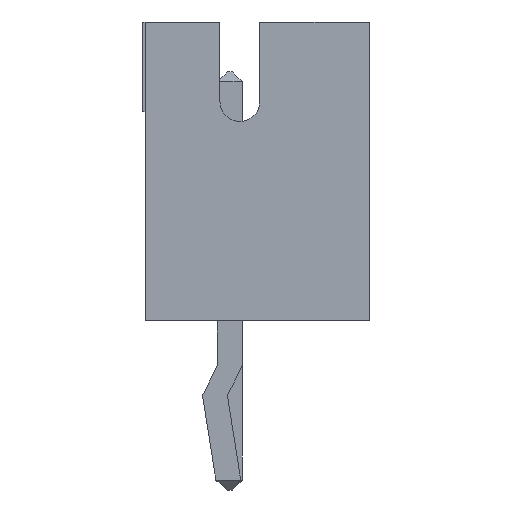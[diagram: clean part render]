
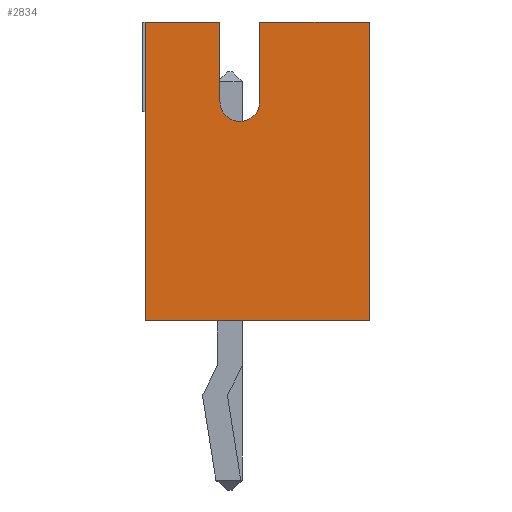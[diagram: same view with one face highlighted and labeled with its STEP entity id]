
A CAD part, left-side view. The second image highlights one B-rep face of the part: STEP entity #2834.
In plain terms, the highlighted planar face has unit normal (-1, 0, 0).
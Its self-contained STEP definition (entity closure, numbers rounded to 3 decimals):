
#167 = VERTEX_POINT('',#168);
#168 = CARTESIAN_POINT('',(-1.95,1.7,6.));
#174 = EDGE_CURVE('',#175,#167,#177,.T.);
#175 = VERTEX_POINT('',#176);
#176 = CARTESIAN_POINT('',(-1.95,1.7,0.));
#177 = LINE('',#178,#179);
#178 = CARTESIAN_POINT('',(-1.95,1.7,0.));
#179 = VECTOR('',#180,1.);
#180 = DIRECTION('',(0.,0.,1.));
#743 = VERTEX_POINT('',#744);
#744 = CARTESIAN_POINT('',(-1.95,-2.8,0.));
#752 = EDGE_CURVE('',#743,#753,#755,.T.);
#753 = VERTEX_POINT('',#754);
#754 = CARTESIAN_POINT('',(-1.95,-2.8,6.));
#755 = LINE('',#756,#757);
#756 = CARTESIAN_POINT('',(-1.95,-2.8,0.));
#757 = VECTOR('',#758,1.);
#758 = DIRECTION('',(0.,0.,1.));
#2824 = EDGE_CURVE('',#175,#743,#2825,.T.);
#2825 = LINE('',#2826,#2827);
#2826 = CARTESIAN_POINT('',(-1.95,1.7,0.));
#2827 = VECTOR('',#2828,1.);
#2828 = DIRECTION('',(0.,-1.,0.));
#2834 = ADVANCED_FACE('',(#2835),#2879,.F.);
#2835 = FACE_BOUND('',#2836,.F.);
#2836 = EDGE_LOOP('',(#2837,#2838,#2839,#2847,#2855,#2864,#2872,#2878));
#2837 = ORIENTED_EDGE('',*,*,#2824,.F.);
#2838 = ORIENTED_EDGE('',*,*,#174,.T.);
#2839 = ORIENTED_EDGE('',*,*,#2840,.T.);
#2840 = EDGE_CURVE('',#167,#2841,#2843,.T.);
#2841 = VERTEX_POINT('',#2842);
#2842 = CARTESIAN_POINT('',(-1.95,0.2,6.));
#2843 = LINE('',#2844,#2845);
#2844 = CARTESIAN_POINT('',(-1.95,1.7,6.));
#2845 = VECTOR('',#2846,1.);
#2846 = DIRECTION('',(0.,-1.,0.));
#2847 = ORIENTED_EDGE('',*,*,#2848,.T.);
#2848 = EDGE_CURVE('',#2841,#2849,#2851,.T.);
#2849 = VERTEX_POINT('',#2850);
#2850 = CARTESIAN_POINT('',(-1.95,0.2,4.4));
#2851 = LINE('',#2852,#2853);
#2852 = CARTESIAN_POINT('',(-1.95,0.2,3.));
#2853 = VECTOR('',#2854,1.);
#2854 = DIRECTION('',(0.,0.,-1.));
#2855 = ORIENTED_EDGE('',*,*,#2856,.F.);
#2856 = EDGE_CURVE('',#2857,#2849,#2859,.T.);
#2857 = VERTEX_POINT('',#2858);
#2858 = CARTESIAN_POINT('',(-1.95,-0.6,4.4));
#2859 = CIRCLE('',#2860,0.4);
#2860 = AXIS2_PLACEMENT_3D('',#2861,#2862,#2863);
#2861 = CARTESIAN_POINT('',(-1.95,-0.2,4.4));
#2862 = DIRECTION('',(1.,0.,0.));
#2863 = DIRECTION('',(0.,1.,0.));
#2864 = ORIENTED_EDGE('',*,*,#2865,.T.);
#2865 = EDGE_CURVE('',#2857,#2866,#2868,.T.);
#2866 = VERTEX_POINT('',#2867);
#2867 = CARTESIAN_POINT('',(-1.95,-0.6,6.));
#2868 = LINE('',#2869,#2870);
#2869 = CARTESIAN_POINT('',(-1.95,-0.6,2.2));
#2870 = VECTOR('',#2871,1.);
#2871 = DIRECTION('',(0.,0.,1.));
#2872 = ORIENTED_EDGE('',*,*,#2873,.T.);
#2873 = EDGE_CURVE('',#2866,#753,#2874,.T.);
#2874 = LINE('',#2875,#2876);
#2875 = CARTESIAN_POINT('',(-1.95,1.7,6.));
#2876 = VECTOR('',#2877,1.);
#2877 = DIRECTION('',(0.,-1.,0.));
#2878 = ORIENTED_EDGE('',*,*,#752,.F.);
#2879 = PLANE('',#2880);
#2880 = AXIS2_PLACEMENT_3D('',#2881,#2882,#2883);
#2881 = CARTESIAN_POINT('',(-1.95,1.7,0.));
#2882 = DIRECTION('',(1.,0.,0.));
#2883 = DIRECTION('',(0.,-1.,0.));
